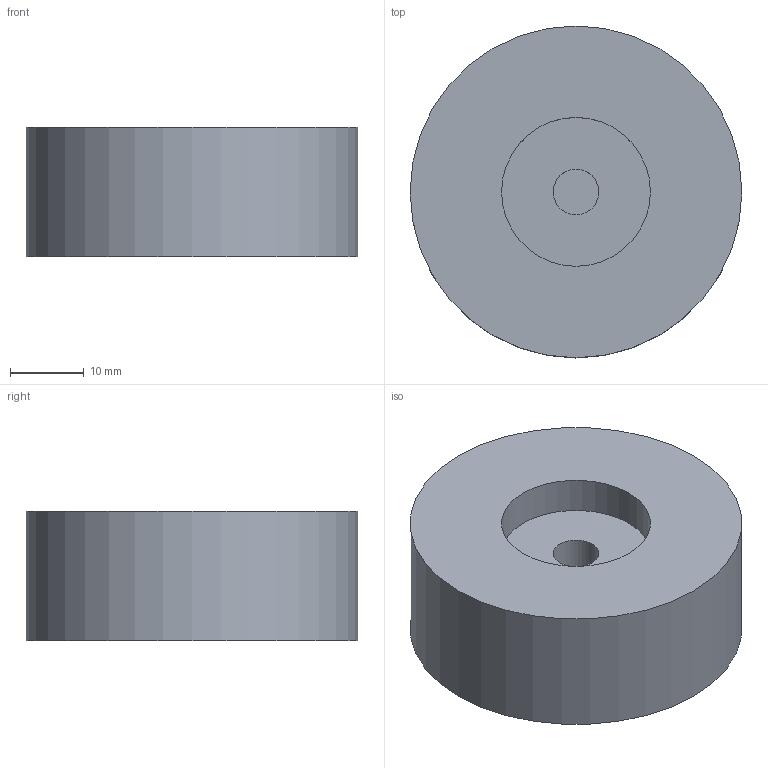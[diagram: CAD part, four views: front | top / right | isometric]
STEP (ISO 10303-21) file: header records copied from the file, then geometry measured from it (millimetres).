
FILE_DESCRIPTION(('FreeCAD Model'),'2;1');
FILE_NAME('Open CASCADE Shape Model','2024-12-04T16:33:09',(''),(''), 'Open CASCADE STEP processor 7.8','FreeCAD','Unknown');
FILE_SCHEMA(('AUTOMOTIVE_DESIGN { 1 0 10303 214 1 1 1 1 }'));
Length unit declared in the file: millimetre
Products named in the file (1): PulseHandwheel
Bounding box: 45 x 45 x 17.5 mm (x, y, z)
Volume: 24963.1 mm3; surface area: 6432.1 mm2
Topology: 1 solids, 1 shells, 9 faces, 17 edges, 10 vertices
Faces by surface type: plane 4, cylinder 3, sphere 2
Full cylindrical faces by diameter (mm): 6.2 x1, 20.2 x1, 45 x1
Entity records: 406 total; most frequent: CARTESIAN_POINT 71, DIRECTION 67, ORIENTED_EDGE 26, PCURVE 26, DEFINITIONAL_REPRESENTATION 26, AXIS2_PLACEMENT_3D 20, LINE 19, VECTOR 19
